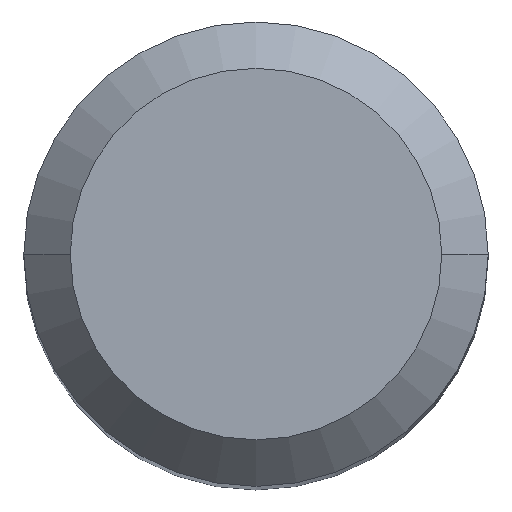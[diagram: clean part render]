
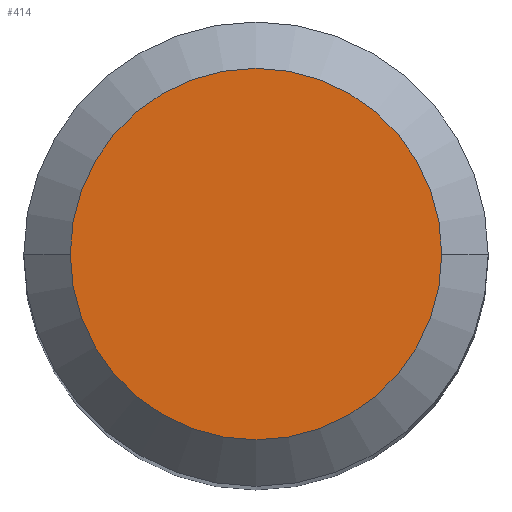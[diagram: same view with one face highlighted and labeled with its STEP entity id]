
A CAD part, top view. The second image highlights one B-rep face of the part: STEP entity #414.
In plain terms, the highlighted planar face has unit normal (0, 0, 1).
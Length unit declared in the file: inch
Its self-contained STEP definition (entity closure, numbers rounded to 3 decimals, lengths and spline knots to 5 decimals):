
#27 = CARTESIAN_POINT ( 'NONE',  ( 0., 0., 0. ) ) ;
#29 = AXIS2_PLACEMENT_3D ( 'NONE', #130, #89, #323 ) ;
#41 = FACE_OUTER_BOUND ( 'NONE', #449, .T. ) ;
#63 = ORIENTED_EDGE ( 'NONE', *, *, #244, .T. ) ;
#72 = CIRCLE ( 'NONE', #417, 0.126 ) ;
#73 = CIRCLE ( 'NONE', #29, 0.126 ) ;
#89 = DIRECTION ( 'NONE',  ( 0., 0., 1. ) ) ;
#106 = CARTESIAN_POINT ( 'NONE',  ( -0.126, 0., 0. ) ) ;
#130 = CARTESIAN_POINT ( 'NONE',  ( 0., 0., 0. ) ) ;
#176 = DIRECTION ( 'NONE',  ( 0., 0., 1. ) ) ;
#182 = DIRECTION ( 'NONE',  ( 0., 0., -1. ) ) ;
#226 = ORIENTED_EDGE ( 'NONE', *, *, #481, .T. ) ;
#236 = VERTEX_POINT ( 'NONE', #479 ) ;
#244 = EDGE_CURVE ( 'NONE', #304, #236, #72, .T. ) ;
#265 = PLANE ( 'NONE',  #293 ) ;
#293 = AXIS2_PLACEMENT_3D ( 'NONE', #27, #182, #346 ) ;
#304 = VERTEX_POINT ( 'NONE', #106 ) ;
#323 = DIRECTION ( 'NONE',  ( 1., 0., 0. ) ) ;
#335 = DIRECTION ( 'NONE',  ( 1., 0., 0. ) ) ;
#346 = DIRECTION ( 'NONE',  ( -1., 0., 0. ) ) ;
#369 = CARTESIAN_POINT ( 'NONE',  ( 0., 0., 0. ) ) ;
#414 = ADVANCED_FACE ( 'NONE', ( #41 ), #265, .F. ) ;
#417 = AXIS2_PLACEMENT_3D ( 'NONE', #369, #176, #335 ) ;
#449 = EDGE_LOOP ( 'NONE', ( #63, #226 ) ) ;
#479 = CARTESIAN_POINT ( 'NONE',  ( 0.126, 0., 0. ) ) ;
#481 = EDGE_CURVE ( 'NONE', #236, #304, #73, .T. ) ;
